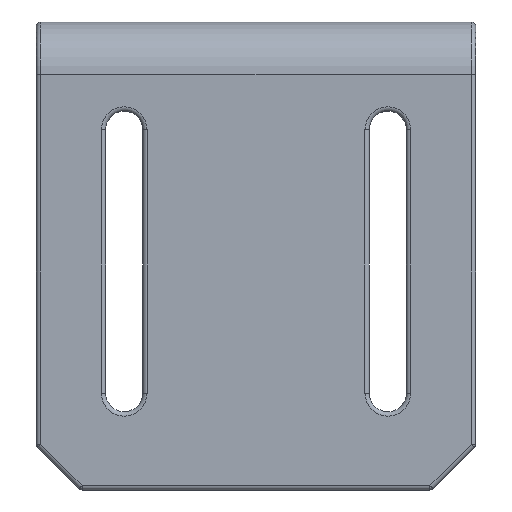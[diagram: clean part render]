
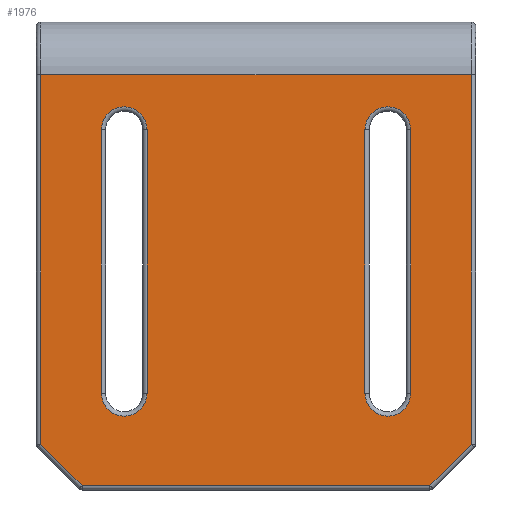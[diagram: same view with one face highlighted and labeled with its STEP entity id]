
A CAD part, front view. The second image highlights one B-rep face of the part: STEP entity #1976.
In plain terms, the highlighted planar face has unit normal (0, -1, 0).
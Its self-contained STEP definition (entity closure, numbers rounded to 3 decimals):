
#49=FACE_BOUND('',#296,.T.);
#50=FACE_BOUND('',#297,.T.);
#63=PLANE('',#2205);
#152=FACE_OUTER_BOUND('',#295,.T.);
#295=EDGE_LOOP('',(#1540,#1541,#1542,#1543,#1544,#1545));
#296=EDGE_LOOP('',(#1546,#1547,#1548,#1549));
#297=EDGE_LOOP('',(#1550,#1551,#1552,#1553));
#465=LINE('',#3436,#592);
#466=LINE('',#3447,#593);
#472=LINE('',#3465,#599);
#473=LINE('',#3467,#600);
#474=LINE('',#3469,#601);
#475=LINE('',#3471,#602);
#476=LINE('',#3473,#603);
#477=LINE('',#3474,#604);
#478=LINE('',#3477,#605);
#479=LINE('',#3481,#606);
#592=VECTOR('',#2689,30.);
#593=VECTOR('',#2702,30.);
#599=VECTOR('',#2722,42.043);
#600=VECTOR('',#2723,6.657);
#601=VECTOR('',#2724,39.586);
#602=VECTOR('',#2725,6.657);
#603=VECTOR('',#2726,42.043);
#604=VECTOR('',#2727,49.);
#605=VECTOR('',#2728,30.);
#606=VECTOR('',#2731,30.);
#714=CIRCLE('',#2195,2.6);
#717=CIRCLE('',#2200,2.6);
#720=CIRCLE('',#2206,2.6);
#721=CIRCLE('',#2207,2.6);
#919=VERTEX_POINT('',#3429);
#922=VERTEX_POINT('',#3434);
#924=VERTEX_POINT('',#3439);
#926=VERTEX_POINT('',#3445);
#930=VERTEX_POINT('',#3463);
#931=VERTEX_POINT('',#3464);
#932=VERTEX_POINT('',#3466);
#933=VERTEX_POINT('',#3468);
#934=VERTEX_POINT('',#3470);
#935=VERTEX_POINT('',#3472);
#936=VERTEX_POINT('',#3475);
#937=VERTEX_POINT('',#3476);
#938=VERTEX_POINT('',#3478);
#939=VERTEX_POINT('',#3480);
#1131=EDGE_CURVE('',#922,#919,#465,.T.);
#1133=EDGE_CURVE('',#924,#922,#714,.T.);
#1136=EDGE_CURVE('',#926,#924,#466,.T.);
#1138=EDGE_CURVE('',#919,#926,#717,.T.);
#1145=EDGE_CURVE('',#930,#931,#472,.T.);
#1146=EDGE_CURVE('',#932,#930,#473,.T.);
#1147=EDGE_CURVE('',#933,#932,#474,.T.);
#1148=EDGE_CURVE('',#934,#933,#475,.T.);
#1149=EDGE_CURVE('',#935,#934,#476,.T.);
#1150=EDGE_CURVE('',#931,#935,#477,.T.);
#1151=EDGE_CURVE('',#936,#937,#478,.T.);
#1152=EDGE_CURVE('',#938,#936,#720,.T.);
#1153=EDGE_CURVE('',#939,#938,#479,.T.);
#1154=EDGE_CURVE('',#937,#939,#721,.T.);
#1540=ORIENTED_EDGE('',*,*,#1145,.F.);
#1541=ORIENTED_EDGE('',*,*,#1146,.F.);
#1542=ORIENTED_EDGE('',*,*,#1147,.F.);
#1543=ORIENTED_EDGE('',*,*,#1148,.F.);
#1544=ORIENTED_EDGE('',*,*,#1149,.F.);
#1545=ORIENTED_EDGE('',*,*,#1150,.F.);
#1546=ORIENTED_EDGE('',*,*,#1151,.F.);
#1547=ORIENTED_EDGE('',*,*,#1152,.F.);
#1548=ORIENTED_EDGE('',*,*,#1153,.F.);
#1549=ORIENTED_EDGE('',*,*,#1154,.F.);
#1550=ORIENTED_EDGE('',*,*,#1131,.F.);
#1551=ORIENTED_EDGE('',*,*,#1133,.F.);
#1552=ORIENTED_EDGE('',*,*,#1136,.F.);
#1553=ORIENTED_EDGE('',*,*,#1138,.F.);
#1976=ADVANCED_FACE('',(#152,#49,#50),#63,.T.);
#2195=AXIS2_PLACEMENT_3D('',#3441,#2694,#2695);
#2200=AXIS2_PLACEMENT_3D('',#3450,#2706,#2707);
#2205=AXIS2_PLACEMENT_3D('',#3462,#2720,#2721);
#2206=AXIS2_PLACEMENT_3D('',#3479,#2729,#2730);
#2207=AXIS2_PLACEMENT_3D('',#3482,#2732,#2733);
#2689=DIRECTION('',(0.,0.,-1.));
#2694=DIRECTION('center_axis',(0.,-1.,0.));
#2695=DIRECTION('ref_axis',(0.,0.,1.));
#2702=DIRECTION('',(0.,0.,1.));
#2706=DIRECTION('center_axis',(0.,-1.,0.));
#2707=DIRECTION('ref_axis',(0.,0.,-1.));
#2720=DIRECTION('center_axis',(0.,-1.,0.));
#2721=DIRECTION('ref_axis',(0.,0.,-1.));
#2722=DIRECTION('',(0.,0.,1.));
#2723=DIRECTION('',(-0.707,0.,0.707));
#2724=DIRECTION('',(-1.,0.,0.));
#2725=DIRECTION('',(-0.707,0.,-0.707));
#2726=DIRECTION('',(0.,0.,-1.));
#2727=DIRECTION('',(1.,0.,0.));
#2728=DIRECTION('',(0.,0.,-1.));
#2729=DIRECTION('center_axis',(0.,-1.,0.));
#2730=DIRECTION('ref_axis',(0.,0.,1.));
#2731=DIRECTION('',(0.,0.,1.));
#2732=DIRECTION('center_axis',(0.,-1.,0.));
#2733=DIRECTION('ref_axis',(0.,0.,-1.));
#3429=CARTESIAN_POINT('',(12.4,-30.25,-42.25));
#3434=CARTESIAN_POINT('',(12.4,-30.25,-12.25));
#3436=CARTESIAN_POINT('',(12.4,-30.25,-12.25));
#3439=CARTESIAN_POINT('',(17.6,-30.25,-12.25));
#3441=CARTESIAN_POINT('Origin',(15.,-30.25,-12.25));
#3445=CARTESIAN_POINT('',(17.6,-30.25,-42.25));
#3447=CARTESIAN_POINT('',(17.6,-30.25,-42.25));
#3450=CARTESIAN_POINT('Origin',(15.,-30.25,-42.25));
#3462=CARTESIAN_POINT('Origin',(0.,-30.25,-53.25));
#3463=CARTESIAN_POINT('',(-24.5,-30.25,-48.043));
#3464=CARTESIAN_POINT('',(-24.5,-30.25,-6.));
#3465=CARTESIAN_POINT('',(-24.5,-30.25,-48.043));
#3466=CARTESIAN_POINT('',(-19.793,-30.25,-52.75));
#3467=CARTESIAN_POINT('',(-19.793,-30.25,-52.75));
#3468=CARTESIAN_POINT('',(19.793,-30.25,-52.75));
#3469=CARTESIAN_POINT('',(19.793,-30.25,-52.75));
#3470=CARTESIAN_POINT('',(24.5,-30.25,-48.043));
#3471=CARTESIAN_POINT('',(24.5,-30.25,-48.043));
#3472=CARTESIAN_POINT('',(24.5,-30.25,-6.));
#3473=CARTESIAN_POINT('',(24.5,-30.25,-6.));
#3474=CARTESIAN_POINT('',(-24.5,-30.25,-6.));
#3475=CARTESIAN_POINT('',(-17.6,-30.25,-12.25));
#3476=CARTESIAN_POINT('',(-17.6,-30.25,-42.25));
#3477=CARTESIAN_POINT('',(-17.6,-30.25,-12.25));
#3478=CARTESIAN_POINT('',(-12.4,-30.25,-12.25));
#3479=CARTESIAN_POINT('Origin',(-15.,-30.25,-12.25));
#3480=CARTESIAN_POINT('',(-12.4,-30.25,-42.25));
#3481=CARTESIAN_POINT('',(-12.4,-30.25,-42.25));
#3482=CARTESIAN_POINT('Origin',(-15.,-30.25,-42.25));
